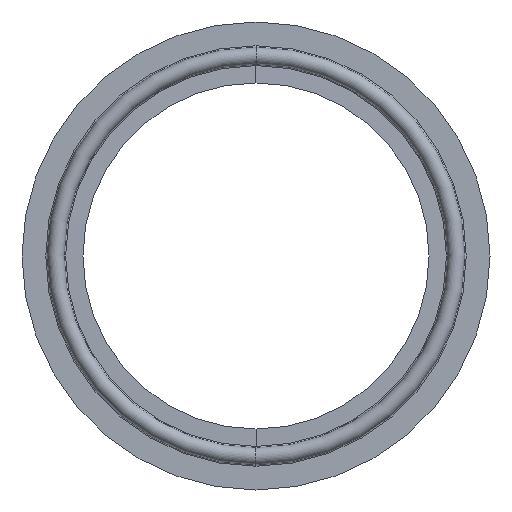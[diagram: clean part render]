
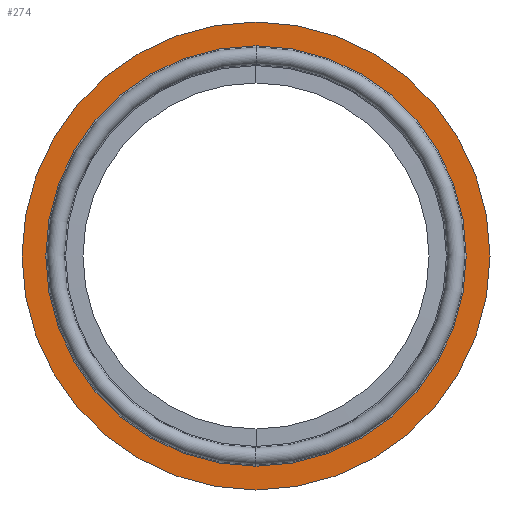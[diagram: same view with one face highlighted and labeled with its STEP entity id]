
A CAD part, left-side view. The second image highlights one B-rep face of the part: STEP entity #274.
In plain terms, the highlighted planar face has unit normal (-1, 0, 0).
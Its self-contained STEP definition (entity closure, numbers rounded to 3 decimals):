
#1 = EDGE_CURVE ( 'NONE', #142, #573, #233, .T. ) ;
#64 = DIRECTION ( 'NONE',  ( 0., 0., -1. ) ) ;
#66 = DIRECTION ( 'NONE',  ( 0., 0., 1. ) ) ;
#106 = DIRECTION ( 'NONE',  ( 0., 0., 1. ) ) ;
#111 = CARTESIAN_POINT ( 'NONE',  ( -0.9, 0., -29.646 ) ) ;
#113 = VERTEX_POINT ( 'NONE', #455 ) ;
#142 = VERTEX_POINT ( 'NONE', #816 ) ;
#225 = EDGE_LOOP ( 'NONE', ( #306, #807 ) ) ;
#233 = CIRCLE ( 'NONE', #279, 29.646 ) ;
#252 = AXIS2_PLACEMENT_3D ( 'NONE', #693, #285, #66 ) ;
#258 = CARTESIAN_POINT ( 'NONE',  ( -0.9, 29.646, 0. ) ) ;
#274 = ADVANCED_FACE ( 'NONE', ( #664, #605 ), #889, .F. ) ;
#279 = AXIS2_PLACEMENT_3D ( 'NONE', #903, #867, #106 ) ;
#285 = DIRECTION ( 'NONE',  ( -1., 0., 0. ) ) ;
#306 = ORIENTED_EDGE ( 'NONE', *, *, #857, .T. ) ;
#375 = DIRECTION ( 'NONE',  ( -1., 0., 0. ) ) ;
#396 = EDGE_CURVE ( 'NONE', #573, #142, #715, .T. ) ;
#455 = CARTESIAN_POINT ( 'NONE',  ( -0.9, 0., 33. ) ) ;
#462 = AXIS2_PLACEMENT_3D ( 'NONE', #640, #375, #496 ) ;
#473 = CARTESIAN_POINT ( 'NONE',  ( -0.9, 0., -33. ) ) ;
#490 = CIRCLE ( 'NONE', #565, 33. ) ;
#496 = DIRECTION ( 'NONE',  ( 0., 0., 1. ) ) ;
#561 = DIRECTION ( 'NONE',  ( 1., 0., 0. ) ) ;
#565 = AXIS2_PLACEMENT_3D ( 'NONE', #696, #629, #906 ) ;
#573 = VERTEX_POINT ( 'NONE', #111 ) ;
#595 = CIRCLE ( 'NONE', #462, 33. ) ;
#605 = FACE_OUTER_BOUND ( 'NONE', #225, .T. ) ;
#614 = VERTEX_POINT ( 'NONE', #473 ) ;
#629 = DIRECTION ( 'NONE',  ( -1., 0., 0. ) ) ;
#640 = CARTESIAN_POINT ( 'NONE',  ( -0.9, 0., 0. ) ) ;
#664 = FACE_BOUND ( 'NONE', #685, .T. ) ;
#685 = EDGE_LOOP ( 'NONE', ( #853, #695 ) ) ;
#693 = CARTESIAN_POINT ( 'NONE',  ( -0.9, 0., 0. ) ) ;
#695 = ORIENTED_EDGE ( 'NONE', *, *, #396, .F. ) ;
#696 = CARTESIAN_POINT ( 'NONE',  ( -0.9, 0., 0. ) ) ;
#706 = EDGE_CURVE ( 'NONE', #614, #113, #490, .T. ) ;
#713 = AXIS2_PLACEMENT_3D ( 'NONE', #258, #561, #64 ) ;
#715 = CIRCLE ( 'NONE', #252, 29.646 ) ;
#807 = ORIENTED_EDGE ( 'NONE', *, *, #706, .T. ) ;
#816 = CARTESIAN_POINT ( 'NONE',  ( -0.9, 0., 29.646 ) ) ;
#853 = ORIENTED_EDGE ( 'NONE', *, *, #1, .F. ) ;
#857 = EDGE_CURVE ( 'NONE', #113, #614, #595, .T. ) ;
#867 = DIRECTION ( 'NONE',  ( -1., 0., 0. ) ) ;
#889 = PLANE ( 'NONE',  #713 ) ;
#903 = CARTESIAN_POINT ( 'NONE',  ( -0.9, 0., 0. ) ) ;
#906 = DIRECTION ( 'NONE',  ( 0., 0., 1. ) ) ;
